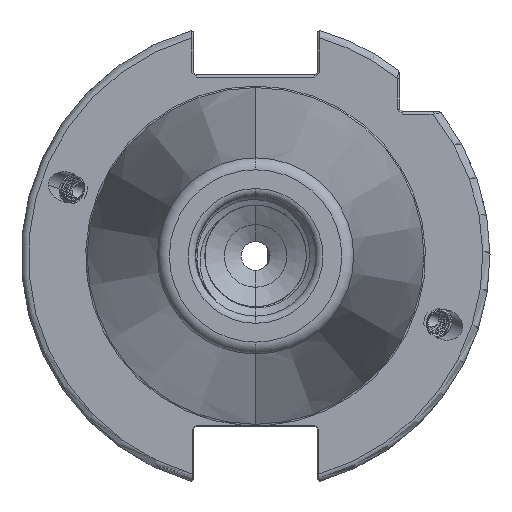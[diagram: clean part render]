
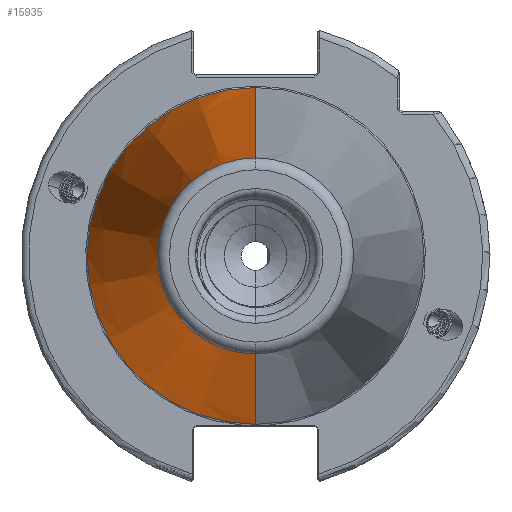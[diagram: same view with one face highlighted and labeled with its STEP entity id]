
A CAD part, left-side view. The second image highlights one B-rep face of the part: STEP entity #15935.
In plain terms, the highlighted conical face has half-angle 8.297 degrees and reference radius 35.392 mm.
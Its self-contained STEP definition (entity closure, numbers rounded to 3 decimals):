
#919 = ORIENTED_EDGE ( 'NONE', *, *, #7057, .T. ) ;
#930 = ORIENTED_EDGE ( 'NONE', *, *, #7072, .F. ) ;
#931 = ORIENTED_EDGE ( 'NONE', *, *, #7075, .F. ) ;
#933 = ORIENTED_EDGE ( 'NONE', *, *, #7068, .F. ) ;
#1003 = ORIENTED_EDGE ( 'NONE', *, *, #7091, .T. ) ;
#4333 = LINE ( 'NONE', #7491, #4342 ) ;
#4342 = VECTOR ( 'NONE', #7500, 1000. ) ;
#4345 = CIRCLE ( 'NONE', #5911, 20.399 ) ;
#4347 = CIRCLE ( 'NONE', #5922, 35.027 ) ;
#4371 = CIRCLE ( 'NONE', #5916, 35.027 ) ;
#4374 = VECTOR ( 'NONE', #7619, 1000. ) ;
#4380 = LINE ( 'NONE', #7612, #4374 ) ;
#5911 = AXIS2_PLACEMENT_3D ( 'NONE', #7461, #7476, #7449 ) ;
#5916 = AXIS2_PLACEMENT_3D ( 'NONE', #7526, #7554, #7529 ) ;
#5922 = AXIS2_PLACEMENT_3D ( 'NONE', #7542, #7564, #7534 ) ;
#6211 = VERTEX_POINT ( 'NONE', #22101 ) ;
#6229 = VERTEX_POINT ( 'NONE', #22115 ) ;
#7057 = EDGE_CURVE ( 'NONE', #6211, #6229, #4345, .T. ) ;
#7068 = EDGE_CURVE ( 'NONE', #6211, #23823, #4333, .T. ) ;
#7072 = EDGE_CURVE ( 'NONE', #23823, #23885, #4347, .T. ) ;
#7075 = EDGE_CURVE ( 'NONE', #23885, #23914, #4371, .T. ) ;
#7091 = EDGE_CURVE ( 'NONE', #6229, #23914, #4380, .T. ) ;
#7449 = DIRECTION ( 'NONE',  ( 0., 0., 1. ) ) ;
#7461 = CARTESIAN_POINT ( 'NONE',  ( -102.811, 0., 0. ) ) ;
#7476 = DIRECTION ( 'NONE',  ( 1., 0., 0. ) ) ;
#7491 = CARTESIAN_POINT ( 'NONE',  ( 0., 0., -35.392 ) ) ;
#7500 = DIRECTION ( 'NONE',  ( 0.99, 0., -0.144 ) ) ;
#7526 = CARTESIAN_POINT ( 'NONE',  ( -2.5, 0., 0. ) ) ;
#7529 = DIRECTION ( 'NONE',  ( 0., 1., 0. ) ) ;
#7534 = DIRECTION ( 'NONE',  ( 0., 1., 0. ) ) ;
#7542 = CARTESIAN_POINT ( 'NONE',  ( -2.5, 0., 0. ) ) ;
#7554 = DIRECTION ( 'NONE',  ( 1., 0., 0. ) ) ;
#7564 = DIRECTION ( 'NONE',  ( 1., 0., 0. ) ) ;
#7612 = CARTESIAN_POINT ( 'NONE',  ( 0., 0., 35.392 ) ) ;
#7619 = DIRECTION ( 'NONE',  ( 0.99, 0., 0.144 ) ) ;
#13103 = FACE_OUTER_BOUND ( 'NONE', #27098, .T. ) ;
#13115 = CONICAL_SURFACE ( 'NONE', #21147, 35.392, 0.145 ) ;
#15935 = ADVANCED_FACE ( 'NONE', ( #13103 ), #13115, .T. ) ;
#18195 = CARTESIAN_POINT ( 'NONE',  ( -2.5, 35.027, 0. ) ) ;
#18241 = CARTESIAN_POINT ( 'NONE',  ( -2.5, 0., -35.027 ) ) ;
#18247 = CARTESIAN_POINT ( 'NONE',  ( -2.5, 0., 35.027 ) ) ;
#21147 = AXIS2_PLACEMENT_3D ( 'NONE', #23004, #23018, #23033 ) ;
#22101 = CARTESIAN_POINT ( 'NONE',  ( -102.811, 0., -20.399 ) ) ;
#22115 = CARTESIAN_POINT ( 'NONE',  ( -102.811, 0., 20.399 ) ) ;
#23004 = CARTESIAN_POINT ( 'NONE',  ( 0., 0., 0. ) ) ;
#23018 = DIRECTION ( 'NONE',  ( 1., 0., 0. ) ) ;
#23033 = DIRECTION ( 'NONE',  ( 0., 0., -1. ) ) ;
#23823 = VERTEX_POINT ( 'NONE', #18241 ) ;
#23885 = VERTEX_POINT ( 'NONE', #18195 ) ;
#23914 = VERTEX_POINT ( 'NONE', #18247 ) ;
#27098 = EDGE_LOOP ( 'NONE', ( #919, #1003, #931, #930, #933 ) ) ;
